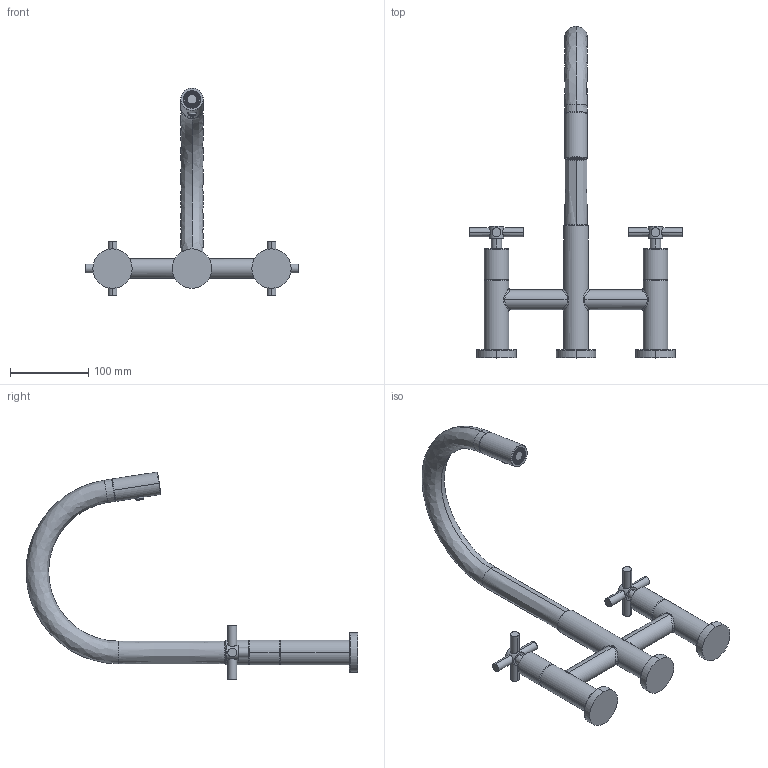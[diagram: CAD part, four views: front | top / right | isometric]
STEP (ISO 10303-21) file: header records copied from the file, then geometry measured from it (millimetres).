
FILE_DESCRIPTION((''),'2;1');
FILE_NAME('1500-5462','2022-04-04T16:15:44',('rsmith'),(''),'CREO PARAMETRIC BY PTC INC, 2019352','CREO PARAMETRIC BY PTC INC, 2019352','');
FILE_SCHEMA(('AUTOMOTIVE_DESIGN { 1 0 10303 214 1 1 1 1 }'));
Length unit declared in the file: inch
Products named in the file (1): 1500-5462
Bounding box: 273.05 x 424.12 x 265.53 mm (x, y, z)
Volume: 838600.1 mm3; surface area: 128675.8 mm2
Topology: 4 solids, 4 shells, 340 faces, 824 edges, 509 vertices
Faces by surface type: plane 136, cylinder 108, bspline 44, cone 34, torus 16, sphere 2
Entity records: 20243 total; most frequent: CARTESIAN_POINT 8034, ORIENTED_EDGE 1644, DIRECTION 1444, PRESENTATION_STYLE_ASSIGNMENT 1077, STYLED_ITEM 828, CURVE_STYLE 822, EDGE_CURVE 822, AXIS2_PLACEMENT_3D 602
